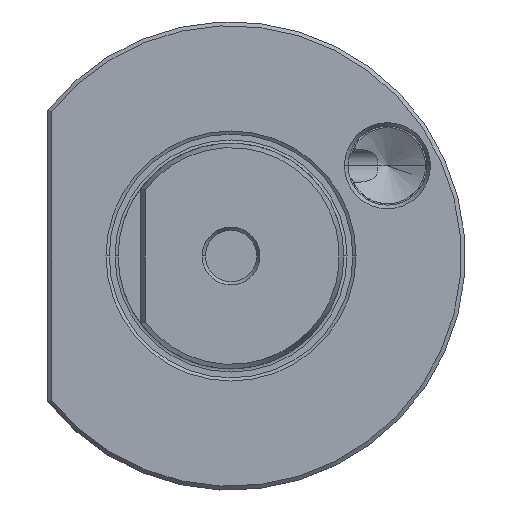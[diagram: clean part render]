
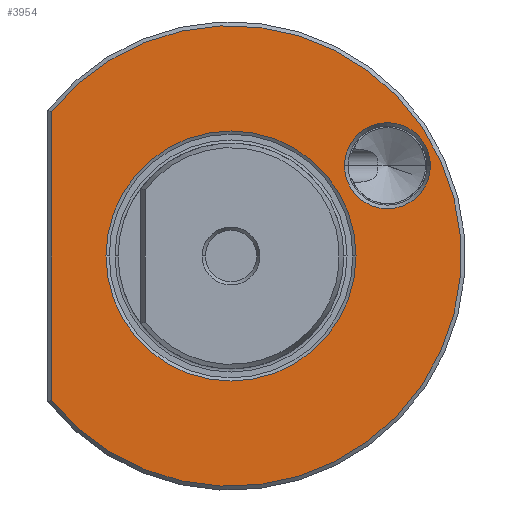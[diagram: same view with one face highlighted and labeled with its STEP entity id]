
A CAD part, left-side view. The second image highlights one B-rep face of the part: STEP entity #3954.
In plain terms, the highlighted planar face has unit normal (-1, 0, 0).
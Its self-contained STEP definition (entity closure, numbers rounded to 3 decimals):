
#63=CARTESIAN_POINT('',(-16.,31.8,-25.562));
#69=CARTESIAN_POINT('',(-16.,0.,0.));
#70=DIRECTION('',(-1.,0.,0.));
#71=DIRECTION('',(0.,0.779,-0.627));
#72=AXIS2_PLACEMENT_3D('',#69,#70,#71);
#78=CARTESIAN_POINT('',(-16.,31.8,25.562));
#85=CARTESIAN_POINT('',(-16.,-27.713,16.));
#86=DIRECTION('',(1.,0.,0.));
#87=DIRECTION('',(0.,1.,0.));
#88=AXIS2_PLACEMENT_3D('',#85,#86,#87);
#90=CARTESIAN_POINT('',(-16.,-27.713,16.));
#91=DIRECTION('',(1.,0.,0.));
#92=DIRECTION('',(0.,-1.,0.));
#93=AXIS2_PLACEMENT_3D('',#90,#91,#92);
#95=DIRECTION('',(0.,0.,-1.));
#96=VECTOR('',#95,51.123);
#97=CARTESIAN_POINT('',(-16.,31.8,25.562));
#98=LINE('',#97,#96);
#107=CARTESIAN_POINT('',(-16.,0.,0.));
#108=DIRECTION('',(-1.,0.,0.));
#109=DIRECTION('',(0.,1.,0.));
#110=AXIS2_PLACEMENT_3D('',#107,#108,#109);
#112=CARTESIAN_POINT('',(-16.,0.,0.));
#113=DIRECTION('',(1.,0.,0.));
#114=DIRECTION('',(0.,1.,0.));
#115=AXIS2_PLACEMENT_3D('',#112,#113,#114);
#3250=CARTESIAN_POINT('',(-16.,22.15,0.));
#3252=VERTEX_POINT('',#3250);
#3264=CARTESIAN_POINT('',(-16.,-22.15,0.));
#3266=VERTEX_POINT('',#3264);
#3284=CARTESIAN_POINT('',(-16.,-20.097,16.));
#3285=CARTESIAN_POINT('',(-16.,-35.329,16.));
#3286=VERTEX_POINT('',#3284);
#3287=VERTEX_POINT('',#3285);
#3380=VERTEX_POINT('',#63);
#3384=VERTEX_POINT('',#78);
#3933=CARTESIAN_POINT('',(-16.,0.,0.));
#3934=DIRECTION('',(1.,0.,0.));
#3935=DIRECTION('',(0.,-1.,0.));
#3936=AXIS2_PLACEMENT_3D('',#3933,#3934,#3935);
#3937=PLANE('',#3936);
#3938=ORIENTED_EDGE('',*,*,#3915,.F.);
#3939=ORIENTED_EDGE('',*,*,#3926,.F.);
#3940=EDGE_LOOP('',(#3938,#3939));
#3941=FACE_OUTER_BOUND('',#3940,.F.);
#3943=ORIENTED_EDGE('',*,*,#3942,.F.);
#3945=ORIENTED_EDGE('',*,*,#3944,.F.);
#3946=EDGE_LOOP('',(#3943,#3945));
#3947=FACE_BOUND('',#3946,.F.);
#3949=ORIENTED_EDGE('',*,*,#3948,.T.);
#3951=ORIENTED_EDGE('',*,*,#3950,.F.);
#3952=EDGE_LOOP('',(#3949,#3951));
#3953=FACE_BOUND('',#3952,.F.);
#3954=ADVANCED_FACE('',(#3941,#3947,#3953),#3937,.F.);
#73=CIRCLE('',#72,40.8);
#89=CIRCLE('',#88,7.616);
#94=CIRCLE('',#93,7.616);
#111=CIRCLE('',#110,22.15);
#116=CIRCLE('',#115,22.15);
#3915=EDGE_CURVE('',#3384,#3380,#98,.T.);
#3926=EDGE_CURVE('',#3380,#3384,#73,.T.);
#3942=EDGE_CURVE('',#3286,#3287,#89,.T.);
#3944=EDGE_CURVE('',#3287,#3286,#94,.T.);
#3948=EDGE_CURVE('',#3252,#3266,#111,.T.);
#3950=EDGE_CURVE('',#3252,#3266,#116,.T.);
